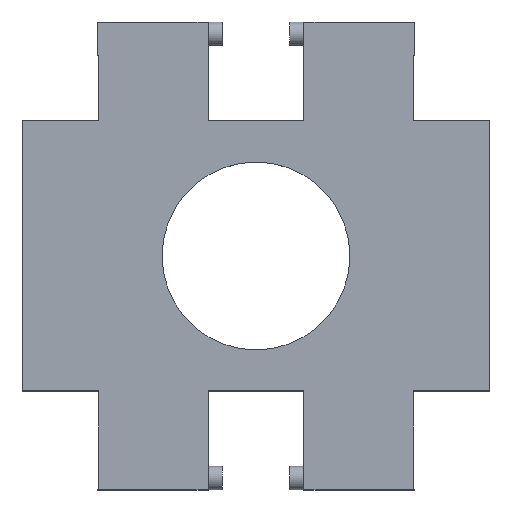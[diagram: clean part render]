
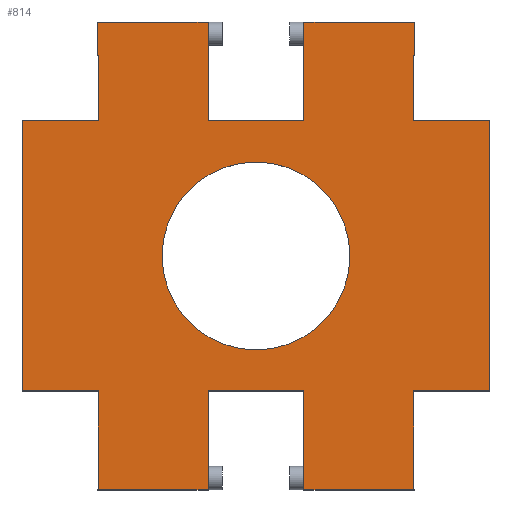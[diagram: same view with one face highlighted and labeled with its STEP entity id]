
A CAD part, top view. The second image highlights one B-rep face of the part: STEP entity #814.
In plain terms, the highlighted planar face has unit normal (0, 0, 1).
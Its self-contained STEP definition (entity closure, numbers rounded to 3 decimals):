
#15=FACE_BOUND('',#110,.T.);
#19=PLANE('',#885);
#62=FACE_OUTER_BOUND('',#109,.T.);
#109=EDGE_LOOP('',(#580,#581,#582,#583,#584,#585,#586,#587,#588,#589,#590,
#591,#592,#593,#594,#595,#596,#597,#598,#599,#600,#601,#602,#603,#604,#605,
#606,#607,#608,#609,#610,#611));
#110=EDGE_LOOP('',(#612));
#157=LINE('',#1190,#258);
#160=LINE('',#1197,#261);
#161=LINE('',#1199,#262);
#162=LINE('',#1201,#263);
#163=LINE('',#1203,#264);
#164=LINE('',#1205,#265);
#165=LINE('',#1207,#266);
#166=LINE('',#1209,#267);
#167=LINE('',#1211,#268);
#168=LINE('',#1213,#269);
#169=LINE('',#1215,#270);
#170=LINE('',#1217,#271);
#171=LINE('',#1219,#272);
#172=LINE('',#1221,#273);
#173=LINE('',#1223,#274);
#174=LINE('',#1225,#275);
#175=LINE('',#1227,#276);
#176=LINE('',#1229,#277);
#177=LINE('',#1231,#278);
#178=LINE('',#1233,#279);
#179=LINE('',#1235,#280);
#180=LINE('',#1237,#281);
#181=LINE('',#1239,#282);
#182=LINE('',#1241,#283);
#183=LINE('',#1243,#284);
#184=LINE('',#1245,#285);
#185=LINE('',#1247,#286);
#186=LINE('',#1249,#287);
#187=LINE('',#1251,#288);
#188=LINE('',#1253,#289);
#189=LINE('',#1255,#290);
#190=LINE('',#1256,#291);
#258=VECTOR('',#959,10.);
#261=VECTOR('',#966,10.);
#262=VECTOR('',#967,10.);
#263=VECTOR('',#968,10.);
#264=VECTOR('',#969,10.);
#265=VECTOR('',#970,10.);
#266=VECTOR('',#971,10.);
#267=VECTOR('',#972,10.);
#268=VECTOR('',#973,10.);
#269=VECTOR('',#974,10.);
#270=VECTOR('',#975,10.);
#271=VECTOR('',#976,10.);
#272=VECTOR('',#977,10.);
#273=VECTOR('',#978,10.);
#274=VECTOR('',#979,10.);
#275=VECTOR('',#980,10.);
#276=VECTOR('',#981,10.);
#277=VECTOR('',#982,10.);
#278=VECTOR('',#983,10.);
#279=VECTOR('',#984,10.);
#280=VECTOR('',#985,10.);
#281=VECTOR('',#986,10.);
#282=VECTOR('',#987,10.);
#283=VECTOR('',#988,10.);
#284=VECTOR('',#989,10.);
#285=VECTOR('',#990,10.);
#286=VECTOR('',#991,10.);
#287=VECTOR('',#992,10.);
#288=VECTOR('',#993,10.);
#289=VECTOR('',#994,10.);
#290=VECTOR('',#995,10.);
#291=VECTOR('',#996,10.);
#361=CIRCLE('',#886,10.);
#376=VERTEX_POINT('',#1179);
#379=VERTEX_POINT('',#1188);
#381=VERTEX_POINT('',#1196);
#382=VERTEX_POINT('',#1198);
#383=VERTEX_POINT('',#1200);
#384=VERTEX_POINT('',#1202);
#385=VERTEX_POINT('',#1204);
#386=VERTEX_POINT('',#1206);
#387=VERTEX_POINT('',#1208);
#388=VERTEX_POINT('',#1210);
#389=VERTEX_POINT('',#1212);
#390=VERTEX_POINT('',#1214);
#391=VERTEX_POINT('',#1216);
#392=VERTEX_POINT('',#1218);
#393=VERTEX_POINT('',#1220);
#394=VERTEX_POINT('',#1222);
#395=VERTEX_POINT('',#1224);
#396=VERTEX_POINT('',#1226);
#397=VERTEX_POINT('',#1228);
#398=VERTEX_POINT('',#1230);
#399=VERTEX_POINT('',#1232);
#400=VERTEX_POINT('',#1234);
#401=VERTEX_POINT('',#1236);
#402=VERTEX_POINT('',#1238);
#403=VERTEX_POINT('',#1240);
#404=VERTEX_POINT('',#1242);
#405=VERTEX_POINT('',#1244);
#406=VERTEX_POINT('',#1246);
#407=VERTEX_POINT('',#1248);
#408=VERTEX_POINT('',#1250);
#409=VERTEX_POINT('',#1252);
#410=VERTEX_POINT('',#1254);
#411=VERTEX_POINT('',#1257);
#455=EDGE_CURVE('',#379,#376,#157,.T.);
#458=EDGE_CURVE('',#376,#381,#160,.T.);
#459=EDGE_CURVE('',#381,#382,#161,.T.);
#460=EDGE_CURVE('',#382,#383,#162,.T.);
#461=EDGE_CURVE('',#383,#384,#163,.T.);
#462=EDGE_CURVE('',#384,#385,#164,.T.);
#463=EDGE_CURVE('',#385,#386,#165,.T.);
#464=EDGE_CURVE('',#386,#387,#166,.T.);
#465=EDGE_CURVE('',#387,#388,#167,.T.);
#466=EDGE_CURVE('',#388,#389,#168,.T.);
#467=EDGE_CURVE('',#389,#390,#169,.T.);
#468=EDGE_CURVE('',#390,#391,#170,.T.);
#469=EDGE_CURVE('',#391,#392,#171,.T.);
#470=EDGE_CURVE('',#392,#393,#172,.T.);
#471=EDGE_CURVE('',#393,#394,#173,.T.);
#472=EDGE_CURVE('',#394,#395,#174,.T.);
#473=EDGE_CURVE('',#395,#396,#175,.T.);
#474=EDGE_CURVE('',#396,#397,#176,.T.);
#475=EDGE_CURVE('',#397,#398,#177,.T.);
#476=EDGE_CURVE('',#398,#399,#178,.T.);
#477=EDGE_CURVE('',#399,#400,#179,.T.);
#478=EDGE_CURVE('',#400,#401,#180,.T.);
#479=EDGE_CURVE('',#401,#402,#181,.T.);
#480=EDGE_CURVE('',#402,#403,#182,.T.);
#481=EDGE_CURVE('',#403,#404,#183,.T.);
#482=EDGE_CURVE('',#404,#405,#184,.T.);
#483=EDGE_CURVE('',#405,#406,#185,.T.);
#484=EDGE_CURVE('',#406,#407,#186,.T.);
#485=EDGE_CURVE('',#407,#408,#187,.T.);
#486=EDGE_CURVE('',#408,#409,#188,.T.);
#487=EDGE_CURVE('',#409,#410,#189,.T.);
#488=EDGE_CURVE('',#410,#379,#190,.T.);
#489=EDGE_CURVE('',#411,#411,#361,.T.);
#580=ORIENTED_EDGE('',*,*,#455,.T.);
#581=ORIENTED_EDGE('',*,*,#458,.T.);
#582=ORIENTED_EDGE('',*,*,#459,.T.);
#583=ORIENTED_EDGE('',*,*,#460,.T.);
#584=ORIENTED_EDGE('',*,*,#461,.T.);
#585=ORIENTED_EDGE('',*,*,#462,.T.);
#586=ORIENTED_EDGE('',*,*,#463,.T.);
#587=ORIENTED_EDGE('',*,*,#464,.T.);
#588=ORIENTED_EDGE('',*,*,#465,.T.);
#589=ORIENTED_EDGE('',*,*,#466,.T.);
#590=ORIENTED_EDGE('',*,*,#467,.T.);
#591=ORIENTED_EDGE('',*,*,#468,.T.);
#592=ORIENTED_EDGE('',*,*,#469,.T.);
#593=ORIENTED_EDGE('',*,*,#470,.T.);
#594=ORIENTED_EDGE('',*,*,#471,.T.);
#595=ORIENTED_EDGE('',*,*,#472,.T.);
#596=ORIENTED_EDGE('',*,*,#473,.T.);
#597=ORIENTED_EDGE('',*,*,#474,.T.);
#598=ORIENTED_EDGE('',*,*,#475,.T.);
#599=ORIENTED_EDGE('',*,*,#476,.T.);
#600=ORIENTED_EDGE('',*,*,#477,.T.);
#601=ORIENTED_EDGE('',*,*,#478,.T.);
#602=ORIENTED_EDGE('',*,*,#479,.T.);
#603=ORIENTED_EDGE('',*,*,#480,.T.);
#604=ORIENTED_EDGE('',*,*,#481,.T.);
#605=ORIENTED_EDGE('',*,*,#482,.T.);
#606=ORIENTED_EDGE('',*,*,#483,.T.);
#607=ORIENTED_EDGE('',*,*,#484,.T.);
#608=ORIENTED_EDGE('',*,*,#485,.T.);
#609=ORIENTED_EDGE('',*,*,#486,.T.);
#610=ORIENTED_EDGE('',*,*,#487,.T.);
#611=ORIENTED_EDGE('',*,*,#488,.T.);
#612=ORIENTED_EDGE('',*,*,#489,.T.);
#814=ADVANCED_FACE('',(#62,#15),#19,.T.);
#885=AXIS2_PLACEMENT_3D('',#1195,#964,#965);
#886=AXIS2_PLACEMENT_3D('',#1258,#997,#998);
#959=DIRECTION('',(0.,1.,0.));
#964=DIRECTION('center_axis',(0.,0.,1.));
#965=DIRECTION('ref_axis',(1.,0.,0.));
#966=DIRECTION('',(0.,1.,0.));
#967=DIRECTION('',(1.,0.,0.));
#968=DIRECTION('',(0.,-1.,0.));
#969=DIRECTION('',(0.,-1.,0.));
#970=DIRECTION('',(1.,0.,0.));
#971=DIRECTION('',(0.,1.,0.));
#972=DIRECTION('',(-1.,0.,0.));
#973=DIRECTION('',(0.,1.,0.));
#974=DIRECTION('',(1.,0.,0.));
#975=DIRECTION('',(0.,1.,0.));
#976=DIRECTION('',(-1.,0.,0.));
#977=DIRECTION('',(0.,1.,0.));
#978=DIRECTION('',(1.,0.,0.));
#979=DIRECTION('',(0.,1.,0.));
#980=DIRECTION('',(-1.,0.,0.));
#981=DIRECTION('',(0.,-1.,0.));
#982=DIRECTION('',(0.,-1.,0.));
#983=DIRECTION('',(-1.,0.,0.));
#984=DIRECTION('',(0.,1.,0.));
#985=DIRECTION('',(0.,1.,0.));
#986=DIRECTION('',(-1.,0.,0.));
#987=DIRECTION('',(0.,-1.,0.));
#988=DIRECTION('',(1.,0.,0.));
#989=DIRECTION('',(0.,-1.,0.));
#990=DIRECTION('',(-1.,0.,0.));
#991=DIRECTION('',(0.,-1.,0.));
#992=DIRECTION('',(1.,0.,0.));
#993=DIRECTION('',(0.,-1.,0.));
#994=DIRECTION('',(-1.,0.,0.));
#995=DIRECTION('',(0.,-1.,0.));
#996=DIRECTION('',(1.,0.,0.));
#997=DIRECTION('center_axis',(0.,0.,-1.));
#998=DIRECTION('ref_axis',(-1.,0.,0.));
#1179=CARTESIAN_POINT('',(-5.1,-23.654,2.5));
#1188=CARTESIAN_POINT('',(-5.1,-24.904,2.5));
#1190=CARTESIAN_POINT('',(-5.1,-11.827,2.5));
#1195=CARTESIAN_POINT('Origin',(0.,0.,2.5));
#1196=CARTESIAN_POINT('',(-5.1,-14.37,2.5));
#1197=CARTESIAN_POINT('',(-5.1,-7.185,2.5));
#1198=CARTESIAN_POINT('',(5.1,-14.37,2.5));
#1199=CARTESIAN_POINT('',(2.55,-14.37,2.5));
#1200=CARTESIAN_POINT('',(5.1,-23.654,2.5));
#1201=CARTESIAN_POINT('',(5.1,-11.827,2.5));
#1202=CARTESIAN_POINT('',(5.1,-24.904,2.5));
#1203=CARTESIAN_POINT('',(5.1,-11.827,2.5));
#1204=CARTESIAN_POINT('',(16.9,-24.904,2.5));
#1205=CARTESIAN_POINT('',(0.,-24.904,2.5));
#1206=CARTESIAN_POINT('',(16.9,-24.804,2.5));
#1207=CARTESIAN_POINT('',(16.9,-21.284,2.5));
#1208=CARTESIAN_POINT('',(16.8,-24.804,2.5));
#1209=CARTESIAN_POINT('',(8.45,-24.804,2.5));
#1210=CARTESIAN_POINT('',(16.8,-14.37,2.5));
#1211=CARTESIAN_POINT('',(16.8,-7.185,2.5));
#1212=CARTESIAN_POINT('',(24.904,-14.37,2.5));
#1213=CARTESIAN_POINT('',(12.502,-14.37,2.5));
#1214=CARTESIAN_POINT('',(24.904,14.37,2.5));
#1215=CARTESIAN_POINT('',(24.904,0.,2.5));
#1216=CARTESIAN_POINT('',(16.8,14.37,2.5));
#1217=CARTESIAN_POINT('',(12.502,14.37,2.5));
#1218=CARTESIAN_POINT('',(16.8,21.384,2.5));
#1219=CARTESIAN_POINT('',(16.8,7.185,2.5));
#1220=CARTESIAN_POINT('',(16.9,21.384,2.5));
#1221=CARTESIAN_POINT('',(8.4,21.384,2.5));
#1222=CARTESIAN_POINT('',(16.9,24.904,2.5));
#1223=CARTESIAN_POINT('',(16.9,24.904,2.5));
#1224=CARTESIAN_POINT('',(5.1,24.904,2.5));
#1225=CARTESIAN_POINT('',(0.,24.904,2.5));
#1226=CARTESIAN_POINT('',(5.1,23.654,2.5));
#1227=CARTESIAN_POINT('',(5.1,11.827,2.5));
#1228=CARTESIAN_POINT('',(5.1,14.37,2.5));
#1229=CARTESIAN_POINT('',(5.1,12.502,2.5));
#1230=CARTESIAN_POINT('',(-5.1,14.37,2.5));
#1231=CARTESIAN_POINT('',(2.55,14.37,2.5));
#1232=CARTESIAN_POINT('',(-5.1,23.654,2.5));
#1233=CARTESIAN_POINT('',(-5.1,11.827,2.5));
#1234=CARTESIAN_POINT('',(-5.1,24.904,2.5));
#1235=CARTESIAN_POINT('',(-5.1,11.827,2.5));
#1236=CARTESIAN_POINT('',(-16.9,24.904,2.5));
#1237=CARTESIAN_POINT('',(0.,24.904,2.5));
#1238=CARTESIAN_POINT('',(-16.9,21.384,2.5));
#1239=CARTESIAN_POINT('',(-16.9,21.284,2.5));
#1240=CARTESIAN_POINT('',(-16.8,21.384,2.5));
#1241=CARTESIAN_POINT('',(-12.502,21.384,2.5));
#1242=CARTESIAN_POINT('',(-16.8,14.37,2.5));
#1243=CARTESIAN_POINT('',(-16.8,10.692,2.5));
#1244=CARTESIAN_POINT('',(-24.904,14.37,2.5));
#1245=CARTESIAN_POINT('',(-8.4,14.37,2.5));
#1246=CARTESIAN_POINT('',(-24.904,-14.37,2.5));
#1247=CARTESIAN_POINT('',(-24.904,0.,2.5));
#1248=CARTESIAN_POINT('',(-16.8,-14.37,2.5));
#1249=CARTESIAN_POINT('',(-8.4,-14.37,2.5));
#1250=CARTESIAN_POINT('',(-16.8,-24.804,2.5));
#1251=CARTESIAN_POINT('',(-16.8,-10.621,2.5));
#1252=CARTESIAN_POINT('',(-16.9,-24.804,2.5));
#1253=CARTESIAN_POINT('',(-8.4,-24.804,2.5));
#1254=CARTESIAN_POINT('',(-16.9,-24.904,2.5));
#1255=CARTESIAN_POINT('',(-16.9,-24.904,2.5));
#1256=CARTESIAN_POINT('',(-5.1,-24.904,2.5));
#1257=CARTESIAN_POINT('',(10.,0.,2.5));
#1258=CARTESIAN_POINT('Origin',(0.,0.,2.5));
